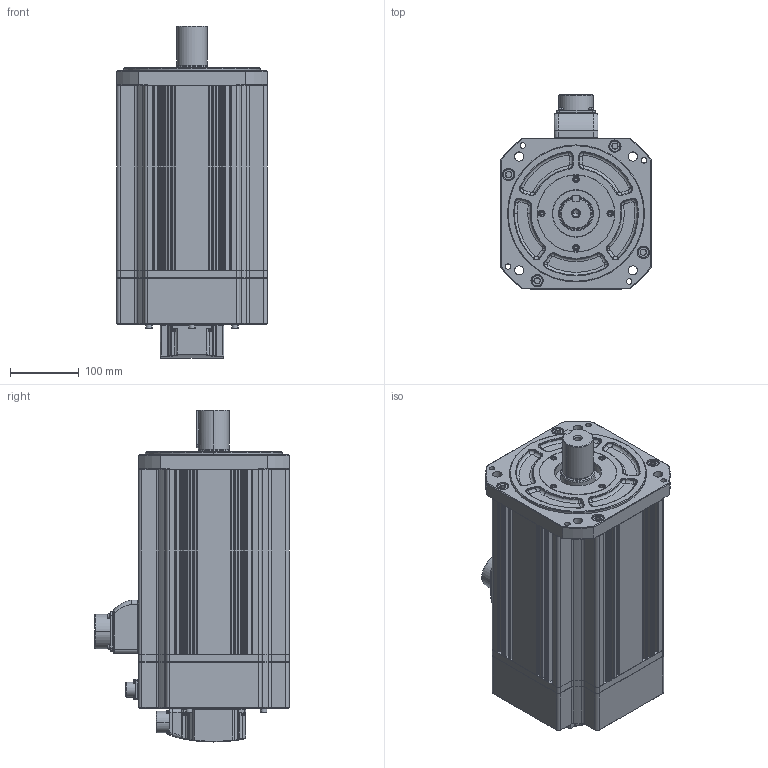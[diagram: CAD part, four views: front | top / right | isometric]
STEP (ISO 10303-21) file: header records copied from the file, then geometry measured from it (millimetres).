
FILE_DESCRIPTION (( 'STEP AP214' ), '1' );
FILE_NAME ('FM22GA003-2G05_Out Line(APM-FG110D_K2,FG85G_K2,FG60M_K2).STEP', '2018-12-12T07:13:33', ( '' ), ( '' ), 'SwSTEP 2.0', 'SolidWorks 2011', '' );
FILE_SCHEMA (( 'AUTOMOTIVE_DESIGN' ));
Length unit declared in the file: millimetre
Products named in the file (1): FM22GA003-2G05_Out Line(APM-FG110D_K2,FG85G_K2,FG60M_K2)
Bounding box: 220 x 283.7 x 484.7 mm (x, y, z)
Volume: 16127192 mm3; surface area: 985791.3 mm2
Topology: 74 solids, 74 shells, 2573 faces, 6372 edges, 4035 vertices
Faces by surface type: cylinder 1006, plane 901, cone 344, torus 171, bspline 151
Entity records: 114374 total; most frequent: CARTESIAN_POINT 23630, DIRECTION 13283, ORIENTED_EDGE 12576, EDGE_CURVE 6288, AXIS2_PLACEMENT_3D 5134, VERTEX_POINT 4035, LINE 3015, VECTOR 3015
